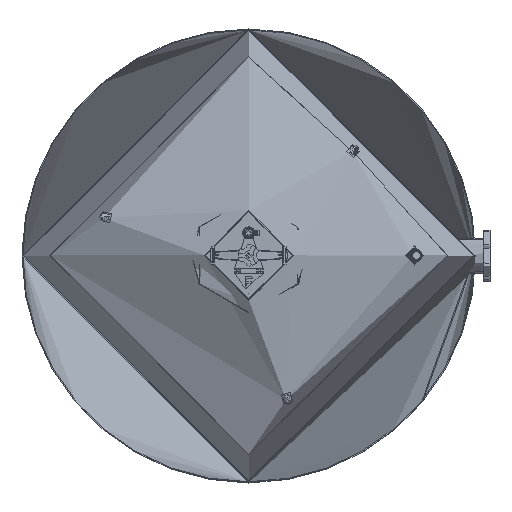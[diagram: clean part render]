
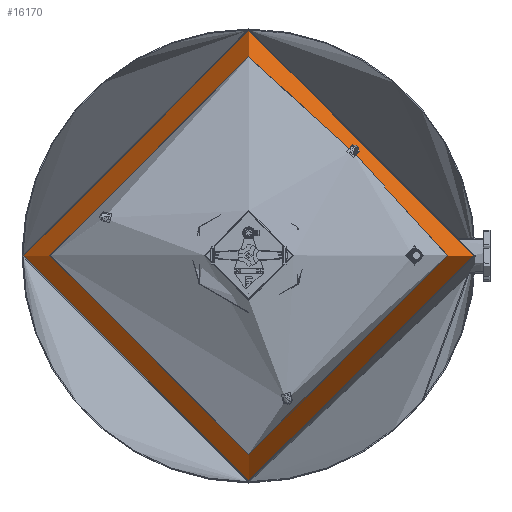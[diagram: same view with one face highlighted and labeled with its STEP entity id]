
A CAD part, top view. The second image highlights one B-rep face of the part: STEP entity #16170.
In plain terms, the highlighted toroidal (fillet/blend) face has major radius 994.012 mm and minor radius 265 mm.
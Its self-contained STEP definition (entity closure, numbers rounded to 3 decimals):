
#16170 = ADVANCED_FACE( '', ( #23949, #23950 ), #23951, .T. );
#23949 = FACE_OUTER_BOUND( '', #26841, .T. );
#23950 = FACE_OUTER_BOUND( '', #26842, .T. );
#23951 = TOROIDAL_SURFACE( '', #26843, 994.012, 265. );
#26841 = EDGE_LOOP( '', ( #31064 ) );
#26842 = EDGE_LOOP( '', ( #31065 ) );
#26843 = AXIS2_PLACEMENT_3D( '', #31066, #31067, #31068 );
#31064 = ORIENTED_EDGE( '', *, *, #63358, .T. );
#31065 = ORIENTED_EDGE( '', *, *, #63364, .F. );
#31066 = CARTESIAN_POINT( '', ( 0.513, 0., 682.479 ) );
#31067 = DIRECTION( '', ( 0., 0., -1. ) );
#31068 = DIRECTION( '', ( -1., 0., 0. ) );
#63358 = EDGE_CURVE( '', #66508, #66508, #66509, .T. );
#63364 = EDGE_CURVE( '', #66520, #66520, #66521, .T. );
#66508 = VERTEX_POINT( '', #67930 );
#66509 = CIRCLE( '', #67931, 1107.567 );
#66520 = VERTEX_POINT( '', #68305 );
#66521 = CIRCLE( '', #68306, 1259.012 );
#67930 = CARTESIAN_POINT( '', ( -1107.054, 0., 921.917 ) );
#67931 = AXIS2_PLACEMENT_3D( '', #68707, #68708, #68709 );
#68305 = CARTESIAN_POINT( '', ( -1258.499, 0., 682.479 ) );
#68306 = AXIS2_PLACEMENT_3D( '', #68716, #68717, #68718 );
#68707 = CARTESIAN_POINT( '', ( 0.513, 0., 921.917 ) );
#68708 = DIRECTION( '', ( 0., 0., -1. ) );
#68709 = DIRECTION( '', ( -1., 0., 0. ) );
#68716 = CARTESIAN_POINT( '', ( 0.513, 0., 682.479 ) );
#68717 = DIRECTION( '', ( 0., 0., -1. ) );
#68718 = DIRECTION( '', ( -1., 0., 0. ) );
